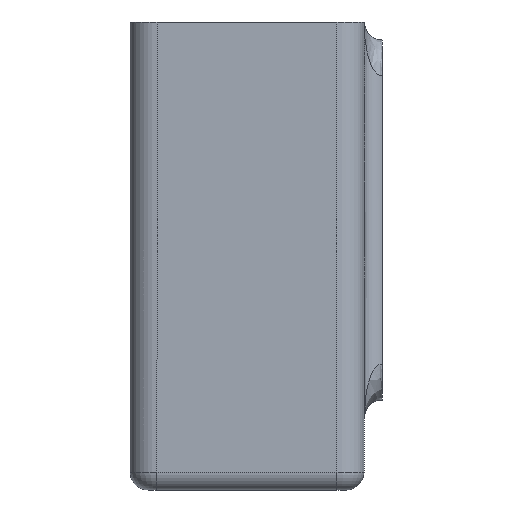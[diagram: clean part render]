
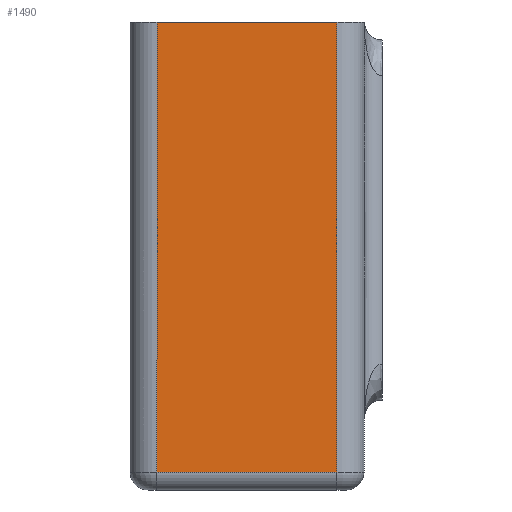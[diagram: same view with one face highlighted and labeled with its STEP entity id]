
A CAD part, left-side view. The second image highlights one B-rep face of the part: STEP entity #1490.
In plain terms, the highlighted planar face has unit normal (-1, 0, 0).
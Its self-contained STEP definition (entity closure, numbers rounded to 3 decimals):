
#149 = EDGE_CURVE ( 'NONE', #572, #680, #658, .T. ) ;
#225 = VECTOR ( 'NONE', #2526, 1000. ) ;
#230 = CARTESIAN_POINT ( 'NONE',  ( -27., -10., 2. ) ) ;
#291 = AXIS2_PLACEMENT_3D ( 'NONE', #888, #3017, #629 ) ;
#392 = VECTOR ( 'NONE', #1979, 1000. ) ;
#568 = CARTESIAN_POINT ( 'NONE',  ( -27., -10., 52. ) ) ;
#572 = VERTEX_POINT ( 'NONE', #3061 ) ;
#629 = DIRECTION ( 'NONE',  ( 0., -1., 0. ) ) ;
#658 = LINE ( 'NONE', #2275, #392 ) ;
#680 = VERTEX_POINT ( 'NONE', #2632 ) ;
#852 = ORIENTED_EDGE ( 'NONE', *, *, #1453, .T. ) ;
#888 = CARTESIAN_POINT ( 'NONE',  ( -27., 0., 0. ) ) ;
#895 = EDGE_CURVE ( 'NONE', #2085, #572, #2986, .T. ) ;
#1141 = FACE_OUTER_BOUND ( 'NONE', #3038, .T. ) ;
#1453 = EDGE_CURVE ( 'NONE', #680, #2188, #1748, .T. ) ;
#1490 = ADVANCED_FACE ( 'NONE', ( #1141 ), #2207, .T. ) ;
#1619 = CARTESIAN_POINT ( 'NONE',  ( -27., 10., 2. ) ) ;
#1748 = LINE ( 'NONE', #2260, #225 ) ;
#1844 = CARTESIAN_POINT ( 'NONE',  ( -27., -10., 2. ) ) ;
#1917 = DIRECTION ( 'NONE',  ( 0., 0., 1. ) ) ;
#1979 = DIRECTION ( 'NONE',  ( 0., 1., 0. ) ) ;
#2085 = VERTEX_POINT ( 'NONE', #1844 ) ;
#2188 = VERTEX_POINT ( 'NONE', #1619 ) ;
#2207 = PLANE ( 'NONE',  #291 ) ;
#2260 = CARTESIAN_POINT ( 'NONE',  ( -27., 10., 0. ) ) ;
#2275 = CARTESIAN_POINT ( 'NONE',  ( -27., -13., 52. ) ) ;
#2455 = VECTOR ( 'NONE', #1917, 1000. ) ;
#2504 = VECTOR ( 'NONE', #2845, 1000. ) ;
#2526 = DIRECTION ( 'NONE',  ( 0., 0., -1. ) ) ;
#2632 = CARTESIAN_POINT ( 'NONE',  ( -27., 10., 52. ) ) ;
#2643 = ORIENTED_EDGE ( 'NONE', *, *, #3308, .T. ) ;
#2845 = DIRECTION ( 'NONE',  ( 0., -1., 0. ) ) ;
#2913 = LINE ( 'NONE', #230, #2504 ) ;
#2954 = ORIENTED_EDGE ( 'NONE', *, *, #895, .T. ) ;
#2986 = LINE ( 'NONE', #568, #2455 ) ;
#3017 = DIRECTION ( 'NONE',  ( -1., 0., 0. ) ) ;
#3038 = EDGE_LOOP ( 'NONE', ( #852, #2643, #2954, #3343 ) ) ;
#3061 = CARTESIAN_POINT ( 'NONE',  ( -27., -10., 52. ) ) ;
#3308 = EDGE_CURVE ( 'NONE', #2188, #2085, #2913, .T. ) ;
#3343 = ORIENTED_EDGE ( 'NONE', *, *, #149, .T. ) ;
